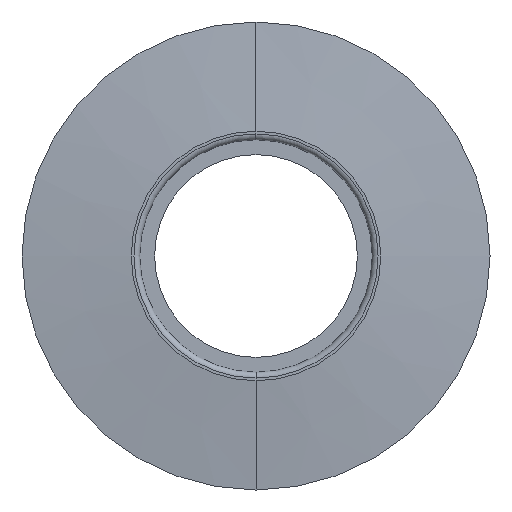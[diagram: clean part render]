
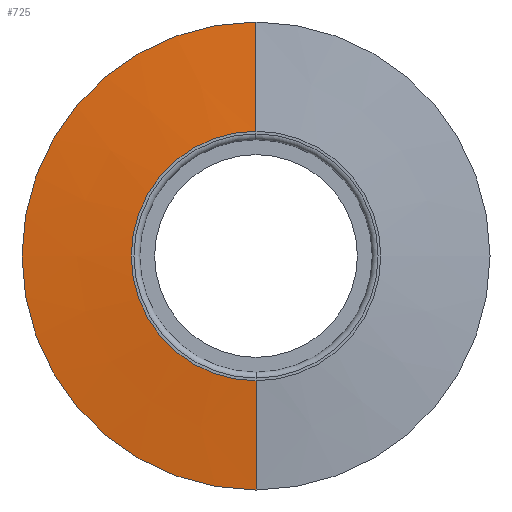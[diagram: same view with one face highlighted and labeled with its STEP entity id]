
A CAD part, left-side view. The second image highlights one B-rep face of the part: STEP entity #725.
In plain terms, the highlighted conical face has half-angle 83.884 degrees and reference radius 30 mm.
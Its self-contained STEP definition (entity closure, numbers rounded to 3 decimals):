
#9 = CARTESIAN_POINT ( 'NONE',  ( -11., 0., 0. ) ) ;
#11 = EDGE_CURVE ( 'NONE', #643, #32, #584, .T. ) ;
#27 = CONICAL_SURFACE ( 'NONE', #114, 30., 1.464 ) ;
#32 = VERTEX_POINT ( 'NONE', #405 ) ;
#76 = CARTESIAN_POINT ( 'NONE',  ( -9.5, 0., -30. ) ) ;
#89 = CARTESIAN_POINT ( 'NONE',  ( -9.5, 0., 30. ) ) ;
#109 = CARTESIAN_POINT ( 'NONE',  ( -11., 0., 16. ) ) ;
#114 = AXIS2_PLACEMENT_3D ( 'NONE', #342, #406, #358 ) ;
#140 = DIRECTION ( 'NONE',  ( 0.107, 0., -0.994 ) ) ;
#141 = ORIENTED_EDGE ( 'NONE', *, *, #565, .T. ) ;
#144 = CIRCLE ( 'NONE', #498, 16. ) ;
#179 = VERTEX_POINT ( 'NONE', #89 ) ;
#203 = EDGE_CURVE ( 'NONE', #179, #32, #260, .T. ) ;
#260 = CIRCLE ( 'NONE', #714, 30. ) ;
#270 = VERTEX_POINT ( 'NONE', #109 ) ;
#342 = CARTESIAN_POINT ( 'NONE',  ( -9.5, 0., 0. ) ) ;
#345 = VECTOR ( 'NONE', #520, 1000. ) ;
#358 = DIRECTION ( 'NONE',  ( 0., 0., -1. ) ) ;
#398 = ORIENTED_EDGE ( 'NONE', *, *, #11, .F. ) ;
#405 = CARTESIAN_POINT ( 'NONE',  ( -9.5, 0., -30. ) ) ;
#406 = DIRECTION ( 'NONE',  ( 1., 0., 0. ) ) ;
#450 = DIRECTION ( 'NONE',  ( -1., 0., 0. ) ) ;
#478 = DIRECTION ( 'NONE',  ( -1., 0., 0. ) ) ;
#498 = AXIS2_PLACEMENT_3D ( 'NONE', #9, #450, #566 ) ;
#509 = EDGE_CURVE ( 'NONE', #270, #643, #144, .T. ) ;
#515 = VECTOR ( 'NONE', #140, 1000. ) ;
#520 = DIRECTION ( 'NONE',  ( 0.107, 0., 0.994 ) ) ;
#530 = ORIENTED_EDGE ( 'NONE', *, *, #203, .T. ) ;
#565 = EDGE_CURVE ( 'NONE', #270, #179, #623, .T. ) ;
#566 = DIRECTION ( 'NONE',  ( 0., 0., 1. ) ) ;
#570 = CARTESIAN_POINT ( 'NONE',  ( -9.5, 0., 30. ) ) ;
#584 = LINE ( 'NONE', #76, #515 ) ;
#591 = DIRECTION ( 'NONE',  ( 0., 0., 1. ) ) ;
#592 = EDGE_LOOP ( 'NONE', ( #702, #141, #530, #398 ) ) ;
#596 = FACE_OUTER_BOUND ( 'NONE', #592, .T. ) ;
#597 = CARTESIAN_POINT ( 'NONE',  ( -9.5, 0., 0. ) ) ;
#623 = LINE ( 'NONE', #570, #345 ) ;
#643 = VERTEX_POINT ( 'NONE', #703 ) ;
#702 = ORIENTED_EDGE ( 'NONE', *, *, #509, .F. ) ;
#703 = CARTESIAN_POINT ( 'NONE',  ( -11., 0., -16. ) ) ;
#714 = AXIS2_PLACEMENT_3D ( 'NONE', #597, #478, #591 ) ;
#725 = ADVANCED_FACE ( 'NONE', ( #596 ), #27, .T. ) ;
